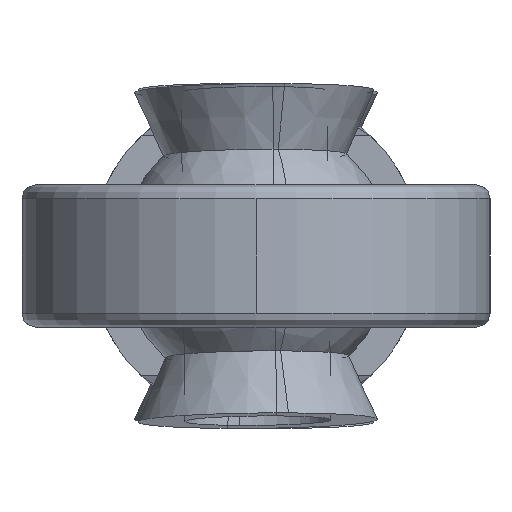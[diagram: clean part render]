
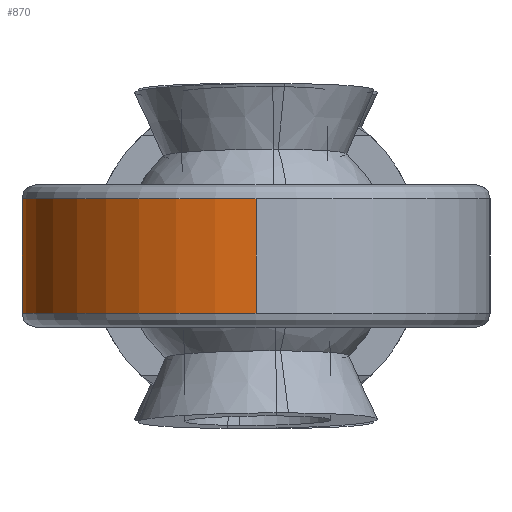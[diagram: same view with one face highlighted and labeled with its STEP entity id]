
A CAD part, front view. The second image highlights one B-rep face of the part: STEP entity #870.
In plain terms, the highlighted cylindrical face has radius 4.953 mm (diameter 9.906 mm), a partial arc.
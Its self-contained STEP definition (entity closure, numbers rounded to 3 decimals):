
#6 = VERTEX_POINT ( 'NONE', #1749 ) ;
#169 = EDGE_LOOP ( 'NONE', ( #1813, #1536, #1043, #1967 ) ) ;
#257 = DIRECTION ( 'NONE',  ( 0., 0., -1. ) ) ;
#362 = CYLINDRICAL_SURFACE ( 'NONE', #1692, 4.953 ) ;
#422 = CARTESIAN_POINT ( 'NONE',  ( 0., -1.21, 0. ) ) ;
#432 = VERTEX_POINT ( 'NONE', #651 ) ;
#584 = VERTEX_POINT ( 'NONE', #1221 ) ;
#593 = VECTOR ( 'NONE', #1952, 1000. ) ;
#598 = DIRECTION ( 'NONE',  ( 0., -1., 0. ) ) ;
#618 = FACE_OUTER_BOUND ( 'NONE', #169, .T. ) ;
#651 = CARTESIAN_POINT ( 'NONE',  ( 0., 1.21, -4.953 ) ) ;
#736 = VERTEX_POINT ( 'NONE', #1808 ) ;
#813 = DIRECTION ( 'NONE',  ( 0., -1., 0. ) ) ;
#824 = CIRCLE ( 'NONE', #849, 4.953 ) ;
#829 = CARTESIAN_POINT ( 'NONE',  ( 0., 1.21, 0. ) ) ;
#849 = AXIS2_PLACEMENT_3D ( 'NONE', #829, #813, #2065 ) ;
#870 = ADVANCED_FACE ( 'NONE', ( #618 ), #362, .T. ) ;
#911 = CIRCLE ( 'NONE', #1526, 4.953 ) ;
#943 = DIRECTION ( 'NONE',  ( 0., -1., 0. ) ) ;
#960 = EDGE_CURVE ( 'NONE', #736, #584, #1804, .T. ) ;
#1043 = ORIENTED_EDGE ( 'NONE', *, *, #2216, .T. ) ;
#1129 = DIRECTION ( 'NONE',  ( 0., 0., 1. ) ) ;
#1221 = CARTESIAN_POINT ( 'NONE',  ( -4.953, -1.21, 0. ) ) ;
#1227 = CARTESIAN_POINT ( 'NONE',  ( 0., 1.51, -4.953 ) ) ;
#1282 = EDGE_CURVE ( 'NONE', #432, #6, #1914, .T. ) ;
#1313 = CARTESIAN_POINT ( 'NONE',  ( -4.953, 1.51, 0. ) ) ;
#1335 = VECTOR ( 'NONE', #943, 1000. ) ;
#1526 = AXIS2_PLACEMENT_3D ( 'NONE', #422, #2203, #1129 ) ;
#1536 = ORIENTED_EDGE ( 'NONE', *, *, #1282, .T. ) ;
#1692 = AXIS2_PLACEMENT_3D ( 'NONE', #2196, #598, #257 ) ;
#1749 = CARTESIAN_POINT ( 'NONE',  ( 0., -1.21, -4.953 ) ) ;
#1804 = LINE ( 'NONE', #1313, #1335 ) ;
#1808 = CARTESIAN_POINT ( 'NONE',  ( -4.953, 1.21, 0. ) ) ;
#1813 = ORIENTED_EDGE ( 'NONE', *, *, #1915, .T. ) ;
#1914 = LINE ( 'NONE', #1227, #593 ) ;
#1915 = EDGE_CURVE ( 'NONE', #736, #432, #824, .T. ) ;
#1952 = DIRECTION ( 'NONE',  ( 0., -1., 0. ) ) ;
#1967 = ORIENTED_EDGE ( 'NONE', *, *, #960, .F. ) ;
#2065 = DIRECTION ( 'NONE',  ( 0., 0., 1. ) ) ;
#2196 = CARTESIAN_POINT ( 'NONE',  ( 0., 1.51, 0. ) ) ;
#2203 = DIRECTION ( 'NONE',  ( 0., 1., 0. ) ) ;
#2216 = EDGE_CURVE ( 'NONE', #6, #584, #911, .T. ) ;
